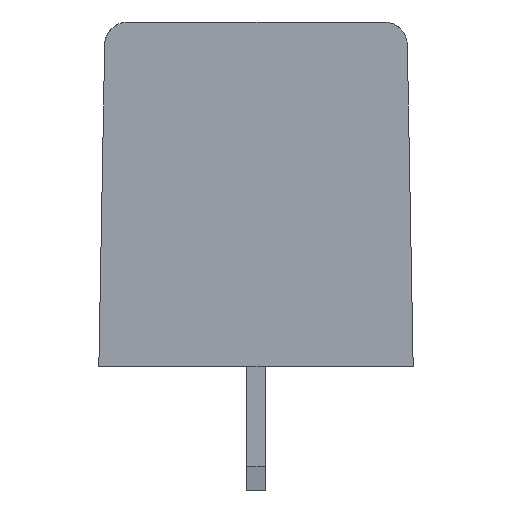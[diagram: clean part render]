
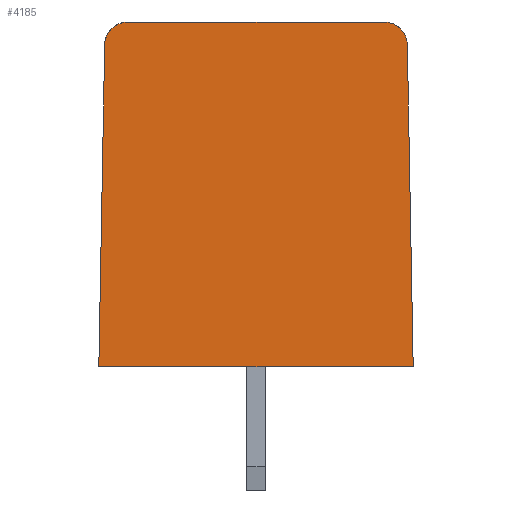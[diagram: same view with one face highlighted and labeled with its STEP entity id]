
A CAD part, left-side view. The second image highlights one B-rep face of the part: STEP entity #4185.
In plain terms, the highlighted planar face has unit normal (-1, 0, 0).
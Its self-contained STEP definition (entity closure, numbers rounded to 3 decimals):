
#4053 = VERTEX_POINT('',#4054);
#4054 = CARTESIAN_POINT('',(-0.375,5.5,14.8));
#4060 = EDGE_CURVE('',#4053,#4061,#4063,.T.);
#4061 = VERTEX_POINT('',#4062);
#4062 = CARTESIAN_POINT('',(-0.375,-5.5,14.8));
#4063 = LINE('',#4064,#4065);
#4064 = CARTESIAN_POINT('',(-0.375,6.75,14.8));
#4065 = VECTOR('',#4066,1.);
#4066 = DIRECTION('',(0.,-1.,0.));
#4100 = VERTEX_POINT('',#4101);
#4101 = CARTESIAN_POINT('',(-0.375,6.5,13.818));
#4107 = EDGE_CURVE('',#4100,#4053,#4108,.T.);
#4108 = CIRCLE('',#4109,1.);
#4109 = AXIS2_PLACEMENT_3D('',#4110,#4111,#4112);
#4110 = CARTESIAN_POINT('',(-0.375,5.5,13.8));
#4111 = DIRECTION('',(1.,0.,0.));
#4112 = DIRECTION('',(0.,1.,0.));
#4166 = EDGE_CURVE('',#4061,#4167,#4169,.T.);
#4167 = VERTEX_POINT('',#4168);
#4168 = CARTESIAN_POINT('',(-0.375,-6.5,13.818));
#4169 = CIRCLE('',#4170,1.);
#4170 = AXIS2_PLACEMENT_3D('',#4171,#4172,#4173);
#4171 = CARTESIAN_POINT('',(-0.375,-5.5,13.8));
#4172 = DIRECTION('',(1.,0.,0.));
#4173 = DIRECTION('',(0.,1.,0.));
#4185 = ADVANCED_FACE('',(#4186),#4213,.T.);
#4186 = FACE_BOUND('',#4187,.T.);
#4187 = EDGE_LOOP('',(#4188,#4196,#4204,#4210,#4211,#4212));
#4188 = ORIENTED_EDGE('',*,*,#4189,.F.);
#4189 = EDGE_CURVE('',#4190,#4100,#4192,.T.);
#4190 = VERTEX_POINT('',#4191);
#4191 = CARTESIAN_POINT('',(-0.375,6.75,0.));
#4192 = LINE('',#4193,#4194);
#4193 = CARTESIAN_POINT('',(-0.375,6.625,6.909));
#4194 = VECTOR('',#4195,1.);
#4195 = DIRECTION('',(0.,-0.018,1.));
#4196 = ORIENTED_EDGE('',*,*,#4197,.T.);
#4197 = EDGE_CURVE('',#4190,#4198,#4200,.T.);
#4198 = VERTEX_POINT('',#4199);
#4199 = CARTESIAN_POINT('',(-0.375,-6.75,0.));
#4200 = LINE('',#4201,#4202);
#4201 = CARTESIAN_POINT('',(-0.375,6.75,0.));
#4202 = VECTOR('',#4203,1.);
#4203 = DIRECTION('',(0.,-1.,0.));
#4204 = ORIENTED_EDGE('',*,*,#4205,.F.);
#4205 = EDGE_CURVE('',#4167,#4198,#4206,.T.);
#4206 = LINE('',#4207,#4208);
#4207 = CARTESIAN_POINT('',(-0.375,-6.748,0.122));
#4208 = VECTOR('',#4209,1.);
#4209 = DIRECTION('',(0.,-0.018,-1.));
#4210 = ORIENTED_EDGE('',*,*,#4166,.F.);
#4211 = ORIENTED_EDGE('',*,*,#4060,.F.);
#4212 = ORIENTED_EDGE('',*,*,#4107,.F.);
#4213 = PLANE('',#4214);
#4214 = AXIS2_PLACEMENT_3D('',#4215,#4216,#4217);
#4215 = CARTESIAN_POINT('',(-0.375,6.75,0.));
#4216 = DIRECTION('',(-1.,0.,0.));
#4217 = DIRECTION('',(0.,0.,1.));
